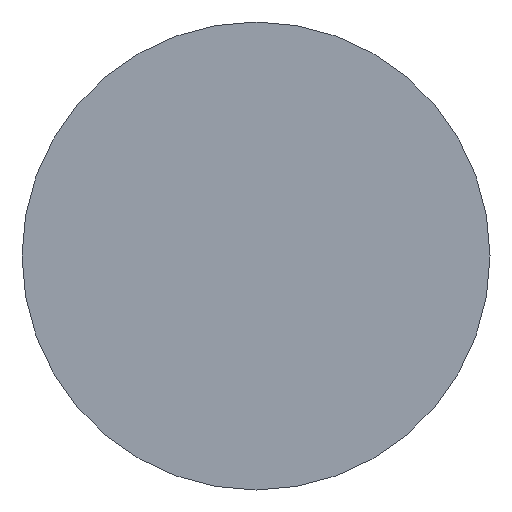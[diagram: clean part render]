
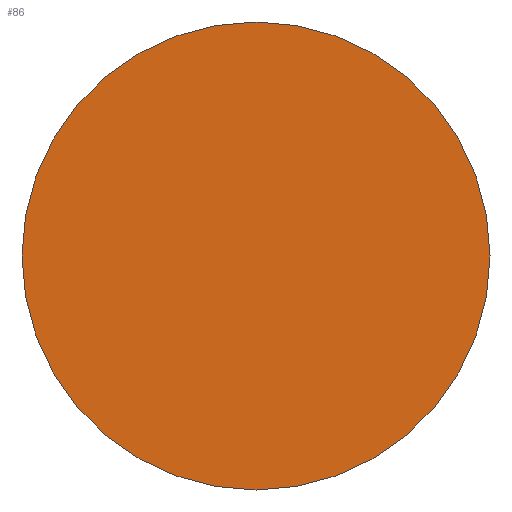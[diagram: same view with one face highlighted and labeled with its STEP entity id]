
A CAD part, left-side view. The second image highlights one B-rep face of the part: STEP entity #86.
In plain terms, the highlighted planar face has unit normal (-1, 0, 0).
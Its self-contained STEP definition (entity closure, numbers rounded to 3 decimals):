
#34=FACE_OUTER_BOUND($,#42,.T.);
#42=EDGE_LOOP($,(#71));
#54=CIRCLE($,#100,6.);
#59=VERTEX_POINT($,#154);
#65=EDGE_CURVE($,#59,#59,#54,.T.);
#71=ORIENTED_EDGE($,*,*,#65,.F.);
#83=PLANE($,#99);
#86=ADVANCED_FACE($,(#34),#83,.T.);
#99=AXIS2_PLACEMENT_3D($,#153,#118,#119);
#100=AXIS2_PLACEMENT_3D($,#155,#120,#121);
#118=DIRECTION('center_axis',(-1.,0.,0.));
#119=DIRECTION('ref_axis',(0.,0.,1.));
#120=DIRECTION('center_axis',(1.,0.,0.));
#121=DIRECTION('ref_axis',(0.,1.,0.));
#153=CARTESIAN_POINT('Origin',(0.,3.,0.));
#154=CARTESIAN_POINT('',(0.,6.,0.));
#155=CARTESIAN_POINT('Origin',(0.,0.,0.));
